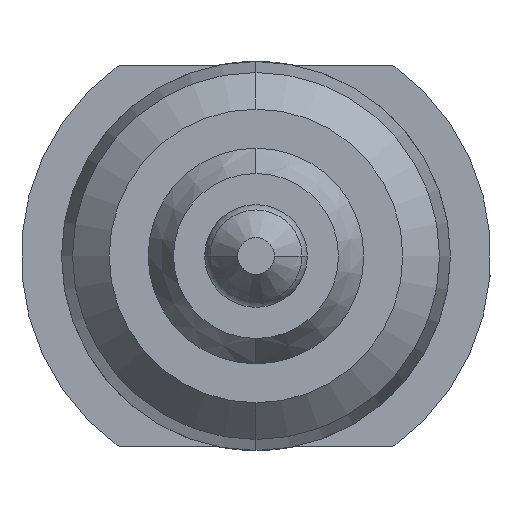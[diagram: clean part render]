
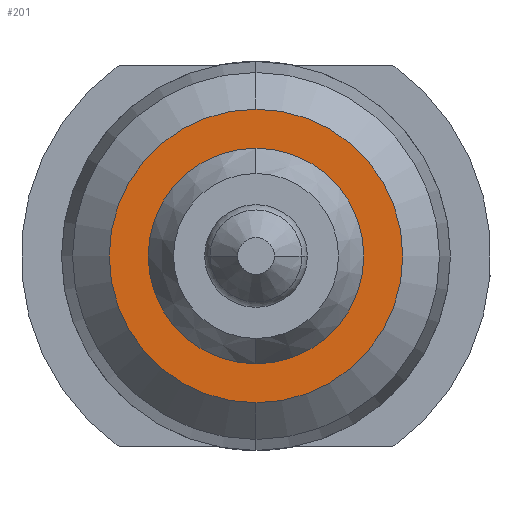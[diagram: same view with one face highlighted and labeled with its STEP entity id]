
A CAD part, front view. The second image highlights one B-rep face of the part: STEP entity #201.
In plain terms, the highlighted planar face has unit normal (0, -1, 0).
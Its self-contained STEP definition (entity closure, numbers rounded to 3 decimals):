
#176 = EDGE_CURVE ( 'Defeature ausgef�hrt1_13+Defeature ausgef�hrt1_2+Defeature ausgef�hrt1_2+Defeature ausgef�hrt1_2', #3491, #509, #794, .T. ) ;
#193 = ORIENTED_EDGE ( 'NONE', *, *, #1258, .F. ) ;
#201 = ADVANCED_FACE ( 'Defeature ausgef�hrt1_2', ( #3140, #4965 ), #219, .F. ) ;
#219 = PLANE ( 'NONE',  #4681 ) ;
#480 = CIRCLE ( 'NONE', #4872, 0.735 ) ;
#509 = VERTEX_POINT ( 'NONE', #4958 ) ;
#568 = VERTEX_POINT ( 'NONE', #4231 ) ;
#631 = DIRECTION ( 'NONE',  ( 0., 0., -1. ) ) ;
#654 = VERTEX_POINT ( 'NONE', #1132 ) ;
#794 = CIRCLE ( 'NONE', #2337, 1. ) ;
#810 = CIRCLE ( 'NONE', #1898, 1. ) ;
#909 = CARTESIAN_POINT ( 'NONE',  ( 0., -28., 0. ) ) ;
#1032 = DIRECTION ( 'NONE',  ( 0., 0., -1. ) ) ;
#1068 = CARTESIAN_POINT ( 'NONE',  ( -1., -28., 0. ) ) ;
#1132 = CARTESIAN_POINT ( 'NONE',  ( 0., -28., -0.735 ) ) ;
#1258 = EDGE_CURVE ( 'Defeature ausgef�hrt1_55+Defeature ausgef�hrt1_2+Defeature ausgef�hrt1_2+Defeature ausgef�hrt1_2', #568, #654, #3665, .T. ) ;
#1320 = CARTESIAN_POINT ( 'NONE',  ( 0., -28., -1. ) ) ;
#1602 = ORIENTED_EDGE ( 'NONE', *, *, #176, .F. ) ;
#1665 = AXIS2_PLACEMENT_3D ( 'NONE', #2906, #3716, #4080 ) ;
#1879 = EDGE_LOOP ( 'NONE', ( #1602, #2150 ) ) ;
#1898 = AXIS2_PLACEMENT_3D ( 'NONE', #909, #2540, #3842 ) ;
#2092 = CARTESIAN_POINT ( 'NONE',  ( 0., -28., 0. ) ) ;
#2150 = ORIENTED_EDGE ( 'NONE', *, *, #2969, .F. ) ;
#2337 = AXIS2_PLACEMENT_3D ( 'NONE', #5130, #3933, #1032 ) ;
#2462 = ORIENTED_EDGE ( 'NONE', *, *, #3388, .F. ) ;
#2540 = DIRECTION ( 'NONE',  ( 0., 1., 0. ) ) ;
#2663 = DIRECTION ( 'NONE',  ( 0., 1., 0. ) ) ;
#2761 = EDGE_LOOP ( 'NONE', ( #193, #2462 ) ) ;
#2906 = CARTESIAN_POINT ( 'NONE',  ( 0., -28., 0. ) ) ;
#2969 = EDGE_CURVE ( 'Defeature ausgef�hrt1_13+Defeature ausgef�hrt1_2+Defeature ausgef�hrt1_2+Defeature ausgef�hrt1_2', #509, #3491, #810, .T. ) ;
#3140 = FACE_BOUND ( 'NONE', #2761, .T. ) ;
#3388 = EDGE_CURVE ( 'Defeature ausgef�hrt1_55+Defeature ausgef�hrt1_2+Defeature ausgef�hrt1_2+Defeature ausgef�hrt1_2', #654, #568, #480, .T. ) ;
#3491 = VERTEX_POINT ( 'NONE', #1320 ) ;
#3665 = CIRCLE ( 'NONE', #1665, 0.735 ) ;
#3716 = DIRECTION ( 'NONE',  ( 0., -1., 0. ) ) ;
#3842 = DIRECTION ( 'NONE',  ( 0., 0., -1. ) ) ;
#3933 = DIRECTION ( 'NONE',  ( 0., 1., 0. ) ) ;
#4080 = DIRECTION ( 'NONE',  ( 0., 0., 1. ) ) ;
#4231 = CARTESIAN_POINT ( 'NONE',  ( 0., -28., 0.735 ) ) ;
#4536 = DIRECTION ( 'NONE',  ( 0., -1., 0. ) ) ;
#4681 = AXIS2_PLACEMENT_3D ( 'NONE', #1068, #2663, #631 ) ;
#4872 = AXIS2_PLACEMENT_3D ( 'NONE', #2092, #4536, #4922 ) ;
#4922 = DIRECTION ( 'NONE',  ( 0., 0., 1. ) ) ;
#4958 = CARTESIAN_POINT ( 'NONE',  ( 0., -28., 1. ) ) ;
#4965 = FACE_OUTER_BOUND ( 'NONE', #1879, .T. ) ;
#5130 = CARTESIAN_POINT ( 'NONE',  ( 0., -28., 0. ) ) ;
